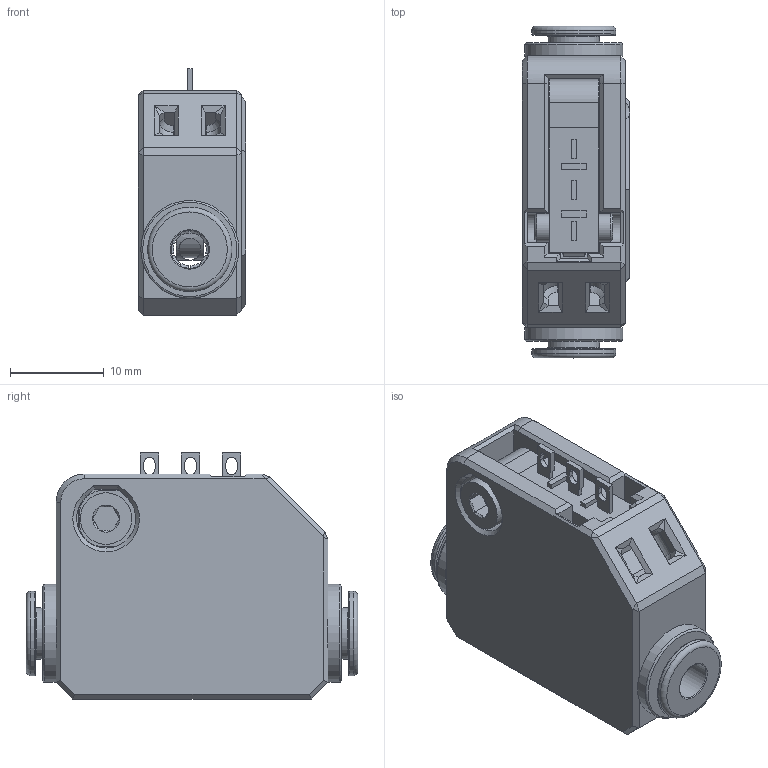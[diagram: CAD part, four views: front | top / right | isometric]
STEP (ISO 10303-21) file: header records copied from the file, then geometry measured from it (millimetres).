
FILE_DESCRIPTION(/* description */ ('','CAx-IF Rec.Pracs.---Representation and Presentation of Product Manufacturing Information (PMI)---4.0---2014-10-13'),/* implementation_level */ '2;1');
FILE_NAME(/* name */ 'FilaTector_V4.step',/* time_stamp */ '2025-01-18T15:56:05-06:00',/* author */ (''),/* organization */ (''),/* preprocessor_version */ 'ST-DEVELOPER v20',/* originating_system */ 'Autodesk Translation Framework v13.20.0.188',/* authorisation */ '');
FILE_SCHEMA (('AP242_MANAGED_MODEL_BASED_3D_ENGINEERING_MIM_LF { 1 0 10303 442 1 1 4 }'));
Length unit declared in the file: millimetre
Products named in the file (7): Filatector; Hardware (1); ECAS04; Omron D2HW-C201H v2; M3x8 SHCS; MR63ZZ bearing; FilaTector_1
Assembly tree (7 placements, depth 3):
  Filatector
    Hardware (1)
      ECAS04  x2
      Omron D2HW-C201H v2
      M3x8 SHCS
      MR63ZZ bearing
    FilaTector_1
Bounding box: 11.45 x 35.4 x 26.25 mm (x, y, z)
Volume: 6731 mm3; surface area: 6319.3 mm2
Topology: 27 solids, 27 shells, 833 faces, 2140 edges, 1370 vertices
Faces by surface type: plane 435, cylinder 240, cone 75, torus 70, sphere 12, bspline 1
Full cylindrical faces by diameter (mm): 1.4 x2, 1.7 x1, 2.35 x2, 2.8 x2, 3 x4, 3.6 x1, 4 x2, 4.192 x4, 4.808 x4, 5 x1, 5.5 x5, 6 x5, 6.5 x2, 6.8 x2, 7.7 x2, 8 x6, 8.47 x2, 9 x2, 10.45 x2
Entity records: 17953 total; most frequent: CARTESIAN_POINT 3535, DIRECTION 2999, ORIENTED_EDGE 2896, EDGE_CURVE 1448, AXIS2_PLACEMENT_3D 1062, VERTEX_POINT 937, LINE 875, VECTOR 875
